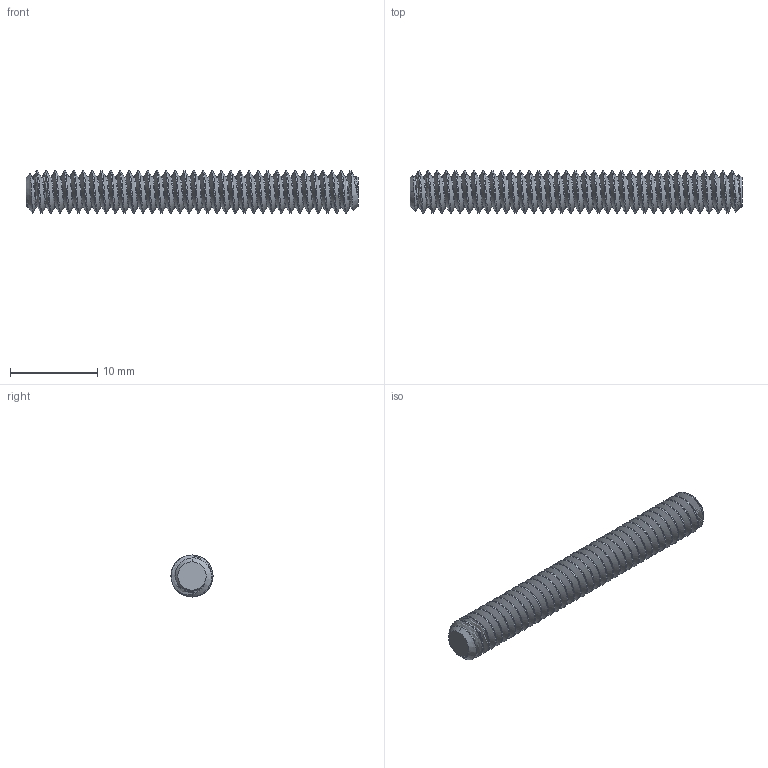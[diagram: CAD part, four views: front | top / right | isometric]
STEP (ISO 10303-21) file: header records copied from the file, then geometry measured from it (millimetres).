
FILE_DESCRIPTION (( 'STEP AP203' ), '1' );
FILE_NAME ('90322A632.step', '2016-09-19T22:56:01', ( '' ), ( '' ), 'SwSTEP 2.0', 'SolidWorks 2010', '' );
FILE_SCHEMA (( 'CONFIG_CONTROL_DESIGN' ));
Length unit declared in the file: inch
Products named in the file (1): 90322A632
Bounding box: 38.1 x 4.83 x 4.83 mm (x, y, z)
Volume: 515.8 mm3; surface area: 877.7 mm2
Topology: 1 solids, 1 shells, 80 faces, 232 edges, 154 vertices
Faces by surface type: cylinder 70, cone 5, bspline 3, plane 2
Entity records: 8176 total; most frequent: CARTESIAN_POINT 6435, ORIENTED_EDGE 464, DIRECTION 242, EDGE_CURVE 232, VERTEX_POINT 154, AXIS2_PLACEMENT_3D 84, EDGE_LOOP 80, ADVANCED_FACE 80
